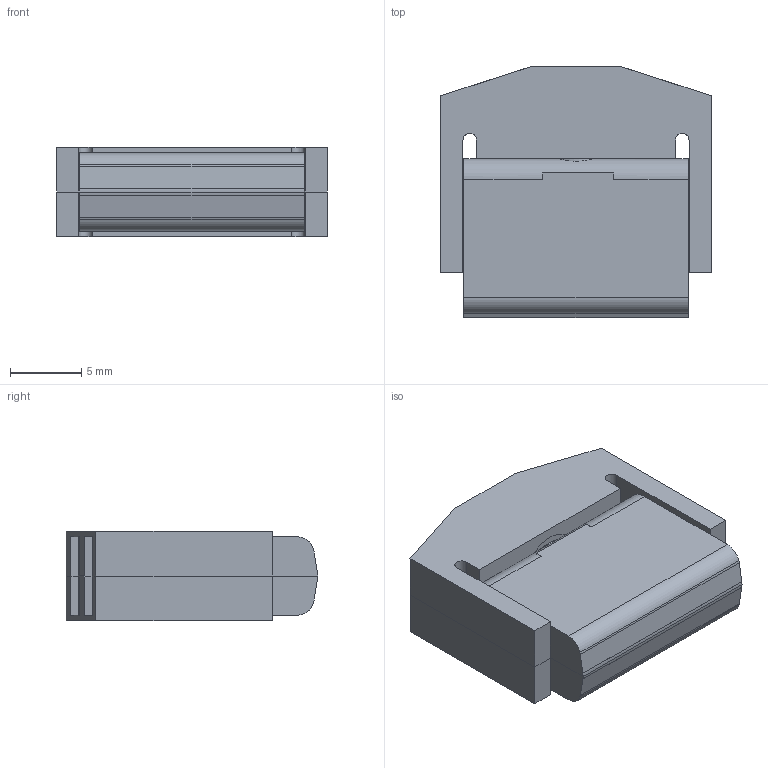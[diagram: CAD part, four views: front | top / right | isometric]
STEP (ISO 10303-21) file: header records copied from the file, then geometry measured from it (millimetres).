
FILE_DESCRIPTION (( 'STEP AP214' ), '1' );
FILE_NAME ('525381_IBK 4.STP', '2013-11-14T11:00:55', ( 'arge' ), ( 'Microsoft' ), 'SwSTEP 2.0', 'SolidWorks 2013', '' );
FILE_SCHEMA (( 'AUTOMOTIVE_DESIGN' ));
Length unit declared in the file: millimetre
Products named in the file (1): 525381_IBK 4
Bounding box: 19 x 17.7 x 6.3 mm (x, y, z)
Volume: 1733.4 mm3; surface area: 1987.5 mm2
Topology: 2 solids, 2 shells, 125 faces, 375 edges, 248 vertices
Faces by surface type: plane 98, cylinder 27
Entity records: 5604 total; most frequent: CARTESIAN_POINT 764, ORIENTED_EDGE 750, DIRECTION 683, EDGE_CURVE 375, VECTOR 317, LINE 317, VERTEX_POINT 248, AXIS2_PLACEMENT_3D 183
